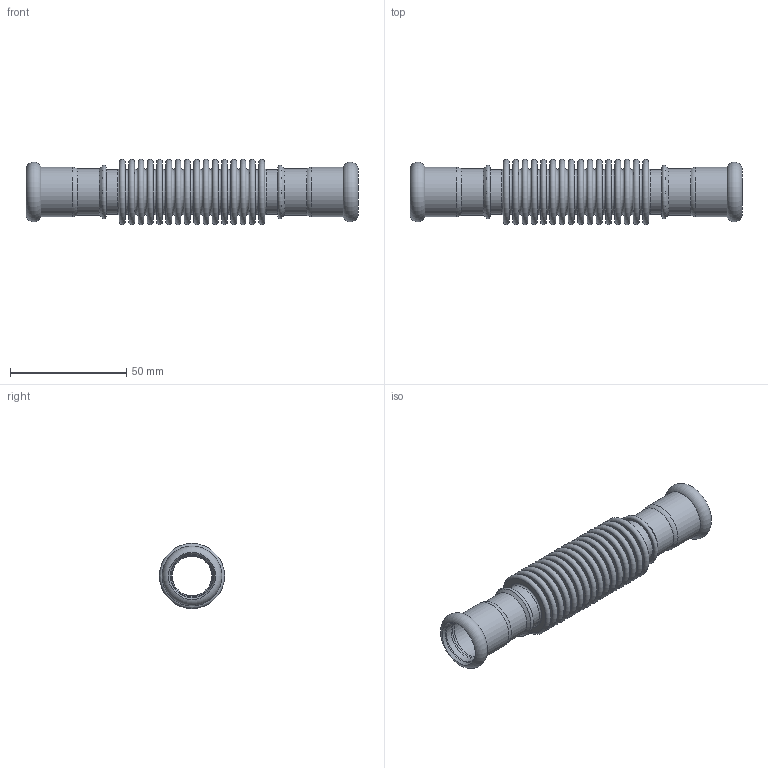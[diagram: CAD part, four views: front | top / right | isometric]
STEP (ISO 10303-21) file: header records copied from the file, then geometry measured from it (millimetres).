
FILE_DESCRIPTION(/* description */ (''),/* implementation_level */ '2;1');
FILE_NAME(/* name */ '199018000_Inoxpres.stp',/* time_stamp */ '2022-10-13T08:36:59+02:00',/* author */ ('Vault'),/* organization */ ('Raccorderie metalliche s.p.a.'),/* preprocessor_version */ 'ST-DEVELOPER v18.1',/* originating_system */ 'Autodesk Inventor 2020',/* authorisation */ 'Raccorderie metalliche s.p.a.');
FILE_SCHEMA (('AUTOMOTIVE_DESIGN { 1 0 10303 214 3 1 1 }'));
Length unit declared in the file: millimetre
Products named in the file (1): 199018000_Inoxpres
Bounding box: 143 x 28.1 x 28.1 mm (x, y, z)
Volume: 14110 mm3; surface area: 36680.6 mm2
Topology: 1 solids, 1 shells, 174 faces, 465 edges, 361 vertices
Faces by surface type: torus 80, plane 70, cylinder 18, cone 6
Full cylindrical faces by diameter (mm): 17 x2, 18 x2, 18.3 x4, 18.7 x4, 19.3 x2, 20 x2, 21.3 x2
Entity records: 5999 total; most frequent: DIRECTION 1256, CARTESIAN_POINT 1001, ORIENTED_EDGE 930, AXIS2_PLACEMENT_3D 616, EDGE_CURVE 465, CIRCLE 441, VERTEX_POINT 361, EDGE_LOOP 244
